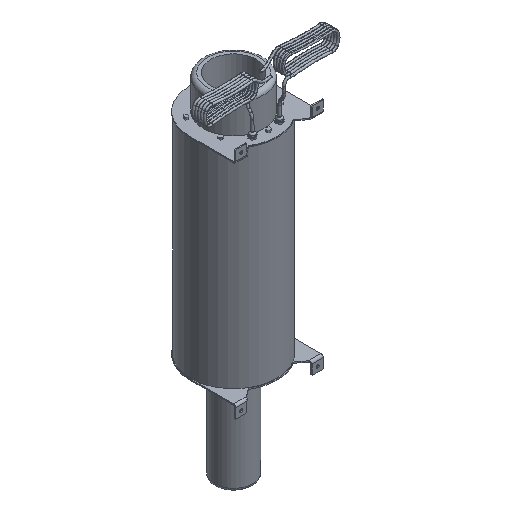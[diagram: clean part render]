
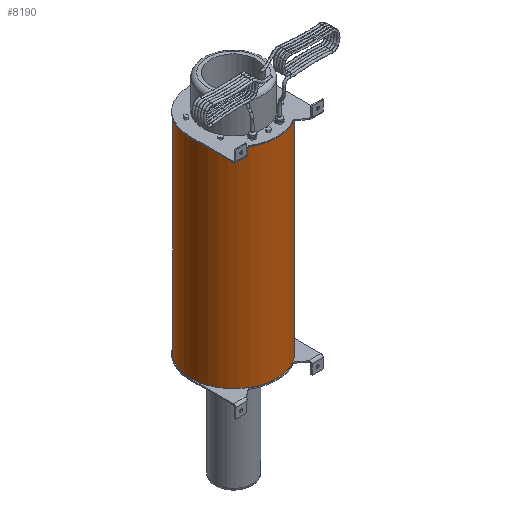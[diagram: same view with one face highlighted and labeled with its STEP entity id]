
A CAD part, isometric view. The second image highlights one B-rep face of the part: STEP entity #8190.
In plain terms, the highlighted cylindrical face has radius 155 mm (diameter 310 mm), a full revolution.
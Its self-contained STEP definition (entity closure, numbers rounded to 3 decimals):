
#218=B_SPLINE_CURVE_WITH_KNOTS($,3,(#12766,#12767,#12768,#12769,#12770,
#12771,#12772,#12773,#12774,#12775),.UNSPECIFIED.,.F.,.F.,(4,2,2,2,4),(1.132,
1.417,1.701,1.984,2.266),
 .UNSPECIFIED.);
#219=B_SPLINE_CURVE_WITH_KNOTS($,3,(#12784,#12785,#12786,#12787,#12788,
#12789,#12790,#12791,#12792,#12793),.UNSPECIFIED.,.F.,.F.,(4,2,2,2,4),(2.266,
2.549,2.832,3.116,3.401),
 .UNSPECIFIED.);
#220=B_SPLINE_CURVE_WITH_KNOTS($,3,(#12804,#12805,#12806,#12807,#12808,
#12809,#12810,#12811,#12812,#12813),.UNSPECIFIED.,.F.,.F.,(4,2,2,2,4),(0.,
0.285,0.57,0.859,1.148),
 .UNSPECIFIED.);
#221=B_SPLINE_CURVE_WITH_KNOTS($,3,(#12820,#12821,#12822,#12823,#12824,
#12825,#12826,#12827,#12828,#12829),.UNSPECIFIED.,.F.,.F.,(4,2,2,2,4),(-1.148,
-0.857,-0.565,-0.282,0.),
 .UNSPECIFIED.);
#637=LINE($,#12780,#1298);
#642=LINE($,#12817,#1303);
#1298=VECTOR($,#9284,105.);
#1303=VECTOR($,#9303,105.);
#2141=FACE_OUTER_BOUND($,#2781,.T.);
#2416=CYLINDRICAL_SURFACE($,#8722,155.);
#2472=FACE_BOUND($,#2782,.T.);
#2473=FACE_BOUND($,#2783,.T.);
#2781=EDGE_LOOP($,(#6395));
#2782=EDGE_LOOP($,(#6396));
#2783=EDGE_LOOP($,(#6397,#6398,#6399,#6400,#6401,#6402,#6403,#6404));
#3108=CIRCLE($,#8535,155.);
#3109=CIRCLE($,#8537,155.);
#3156=CIRCLE($,#8723,155.);
#3157=CIRCLE($,#8724,155.);
#3443=VERTEX_POINT($,#12763);
#3444=VERTEX_POINT($,#12765);
#3445=VERTEX_POINT($,#12778);
#3446=VERTEX_POINT($,#12782);
#3447=VERTEX_POINT($,#12795);
#3448=VERTEX_POINT($,#12799);
#3449=VERTEX_POINT($,#12803);
#3450=VERTEX_POINT($,#12816);
#3673=VERTEX_POINT($,#14505);
#3674=VERTEX_POINT($,#14507);
#4314=EDGE_CURVE($,#3444,#3443,#218,.T.);
#4317=EDGE_CURVE($,#3443,#3445,#637,.T.);
#4319=EDGE_CURVE($,#3445,#3446,#219,.T.);
#4321=EDGE_CURVE($,#3446,#3447,#3108,.T.);
#4322=EDGE_CURVE($,#3448,#3444,#3109,.T.);
#4324=EDGE_CURVE($,#3449,#3448,#220,.T.);
#4326=EDGE_CURVE($,#3450,#3449,#642,.T.);
#4328=EDGE_CURVE($,#3447,#3450,#221,.T.);
#4662=EDGE_CURVE($,#3673,#3673,#3156,.T.);
#4663=EDGE_CURVE($,#3674,#3674,#3157,.T.);
#6395=ORIENTED_EDGE($,*,*,#4662,.F.);
#6396=ORIENTED_EDGE($,*,*,#4663,.F.);
#6397=ORIENTED_EDGE($,*,*,#4314,.T.);
#6398=ORIENTED_EDGE($,*,*,#4317,.T.);
#6399=ORIENTED_EDGE($,*,*,#4319,.T.);
#6400=ORIENTED_EDGE($,*,*,#4321,.T.);
#6401=ORIENTED_EDGE($,*,*,#4328,.T.);
#6402=ORIENTED_EDGE($,*,*,#4326,.T.);
#6403=ORIENTED_EDGE($,*,*,#4324,.T.);
#6404=ORIENTED_EDGE($,*,*,#4322,.T.);
#8190=ADVANCED_FACE($,(#2141,#2472,#2473),#2416,.T.);
#8535=AXIS2_PLACEMENT_3D($,#12797,#9291,#9292);
#8537=AXIS2_PLACEMENT_3D($,#12800,#9295,#9296);
#8722=AXIS2_PLACEMENT_3D($,#14504,#9854,#9855);
#8723=AXIS2_PLACEMENT_3D($,#14506,#9856,#9857);
#8724=AXIS2_PLACEMENT_3D($,#14508,#9858,#9859);
#9284=DIRECTION($,(0.,0.,1.));
#9291=DIRECTION('center_axis',(0.,0.,
1.));
#9292=DIRECTION('ref_axis',(1.,0.,0.));
#9295=DIRECTION('center_axis',(0.,0.,
-1.));
#9296=DIRECTION('ref_axis',(1.,0.,0.));
#9303=DIRECTION($,(0.,0.,-1.));
#9854=DIRECTION('center_axis',(0.,0.,-1.));
#9855=DIRECTION('ref_axis',(1.,0.,0.));
#9856=DIRECTION('center_axis',(0.,0.,1.));
#9857=DIRECTION('ref_axis',(1.,0.,0.));
#9858=DIRECTION('center_axis',(0.,0.,-1.));
#9859=DIRECTION('ref_axis',(1.,0.,0.));
#12763=CARTESIAN_POINT('',(23.284,153.241,-373.547));
#12765=CARTESIAN_POINT('',(15.784,154.194,-381.047));
#12766=CARTESIAN_POINT('Ctrl Pts',(15.784,154.194,-381.047));
#12767=CARTESIAN_POINT('Ctrl Pts',(16.728,154.098,-381.047));
#12768=CARTESIAN_POINT('Ctrl Pts',(17.734,153.985,-380.858));
#12769=CARTESIAN_POINT('Ctrl Pts',(19.585,153.761,-380.09));
#12770=CARTESIAN_POINT('Ctrl Pts',(20.429,153.649,-379.511));
#12771=CARTESIAN_POINT('Ctrl Pts',(21.758,153.467,-378.179));
#12772=CARTESIAN_POINT('Ctrl Pts',(22.333,153.383,-377.337));
#12773=CARTESIAN_POINT('Ctrl Pts',(23.096,153.27,-375.493));
#12774=CARTESIAN_POINT('Ctrl Pts',(23.284,153.241,-374.489));
#12775=CARTESIAN_POINT('Ctrl Pts',(23.284,153.241,-373.547));
#12778=CARTESIAN_POINT('',(23.284,153.241,-268.547));
#12780=CARTESIAN_POINT($,(23.284,153.241,0.));
#12782=CARTESIAN_POINT('',(15.784,154.194,-261.047));
#12784=CARTESIAN_POINT('Ctrl Pts',(23.284,153.241,-268.547));
#12785=CARTESIAN_POINT('Ctrl Pts',(23.284,153.241,-267.605));
#12786=CARTESIAN_POINT('Ctrl Pts',(23.096,153.27,-266.602));
#12787=CARTESIAN_POINT('Ctrl Pts',(22.333,153.383,-264.757));
#12788=CARTESIAN_POINT('Ctrl Pts',(21.758,153.467,-263.916));
#12789=CARTESIAN_POINT('Ctrl Pts',(20.429,153.649,-262.583));
#12790=CARTESIAN_POINT('Ctrl Pts',(19.585,153.761,-262.004));
#12791=CARTESIAN_POINT('Ctrl Pts',(17.734,153.985,-261.236));
#12792=CARTESIAN_POINT('Ctrl Pts',(16.728,154.098,-261.047));
#12793=CARTESIAN_POINT('Ctrl Pts',(15.784,154.194,-261.047));
#12795=CARTESIAN_POINT('',(-35.216,150.947,-261.047));
#12797=CARTESIAN_POINT('Origin',(0.,0.,-261.047));
#12799=CARTESIAN_POINT('',(-35.216,150.947,-381.047));
#12800=CARTESIAN_POINT('Origin',(0.,0.,-381.047));
#12803=CARTESIAN_POINT('',(-42.716,148.998,-373.547));
#12804=CARTESIAN_POINT('Ctrl Pts',(-42.716,148.998,-373.547));
#12805=CARTESIAN_POINT('Ctrl Pts',(-42.716,148.998,-374.496));
#12806=CARTESIAN_POINT('Ctrl Pts',(-42.524,149.053,-375.505));
#12807=CARTESIAN_POINT('Ctrl Pts',(-41.755,149.27,-377.353));
#12808=CARTESIAN_POINT('Ctrl Pts',(-41.178,149.432,-378.191));
#12809=CARTESIAN_POINT('Ctrl Pts',(-39.849,149.792,-379.521));
#12810=CARTESIAN_POINT('Ctrl Pts',(-39.004,150.015,-380.097));
#12811=CARTESIAN_POINT('Ctrl Pts',(-37.157,150.483,-380.86));
#12812=CARTESIAN_POINT('Ctrl Pts',(-36.155,150.727,-381.047));
#12813=CARTESIAN_POINT('Ctrl Pts',(-35.216,150.947,-381.047));
#12816=CARTESIAN_POINT('',(-42.716,148.998,-268.547));
#12817=CARTESIAN_POINT($,(-42.716,148.998,0.));
#12820=CARTESIAN_POINT('Ctrl Pts',(-35.216,150.947,-261.047));
#12821=CARTESIAN_POINT('Ctrl Pts',(-36.163,150.726,-261.047));
#12822=CARTESIAN_POINT('Ctrl Pts',(-37.173,150.48,-261.237));
#12823=CARTESIAN_POINT('Ctrl Pts',(-39.032,150.008,-262.013));
#12824=CARTESIAN_POINT('Ctrl Pts',(-39.881,149.783,-262.598));
#12825=CARTESIAN_POINT('Ctrl Pts',(-41.202,149.425,-263.935));
#12826=CARTESIAN_POINT('Ctrl Pts',(-41.77,149.266,-264.77));
#12827=CARTESIAN_POINT('Ctrl Pts',(-42.527,149.052,-266.605));
#12828=CARTESIAN_POINT('Ctrl Pts',(-42.716,148.998,-267.606));
#12829=CARTESIAN_POINT('Ctrl Pts',(-42.716,148.998,-268.547));
#14504=CARTESIAN_POINT('Origin',(0.,0.,0.));
#14505=CARTESIAN_POINT('',(-155.,0.,0.));
#14506=CARTESIAN_POINT('Origin',(0.,0.,0.));
#14507=CARTESIAN_POINT('',(-155.,0.,-750.));
#14508=CARTESIAN_POINT('Origin',(0.,0.,-750.));
